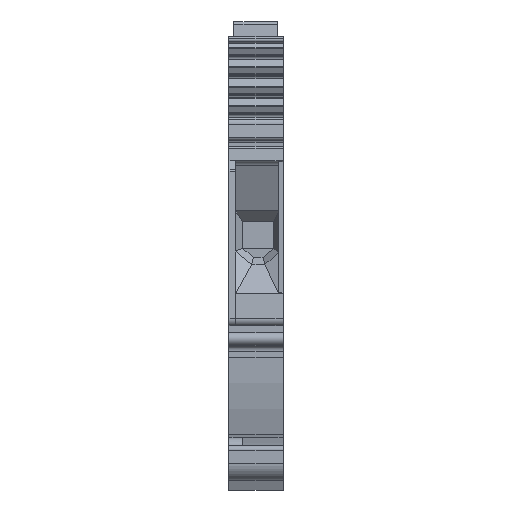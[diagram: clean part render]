
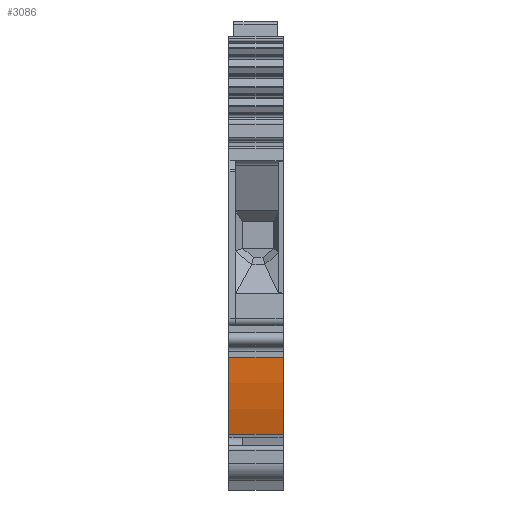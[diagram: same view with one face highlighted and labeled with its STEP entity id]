
A CAD part, front view. The second image highlights one B-rep face of the part: STEP entity #3086.
In plain terms, the highlighted cylindrical face has radius 30 mm (diameter 60 mm), a partial arc.
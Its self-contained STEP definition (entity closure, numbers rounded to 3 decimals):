
#1358=AXIS2_PLACEMENT_3D('Circle Axis2P3D',#1356,#1357,$) ;
#3066=AXIS2_PLACEMENT_3D('Cylinder Axis2P3D',#3063,#3064,#3065) ;
#3077=AXIS2_PLACEMENT_3D('Circle Axis2P3D',#3075,#3076,$) ;
#179=CARTESIAN_POINT('Vertex',(6.1,11.867,6.285)) ;
#182=CARTESIAN_POINT('Line Origine',(3.05,11.867,6.285)) ;
#186=CARTESIAN_POINT('Vertex',(0.,11.867,6.285)) ;
#1353=CARTESIAN_POINT('Vertex',(6.1,10.59,14.945)) ;
#1356=CARTESIAN_POINT('Axis2P3D Location',(6.1,40.59,14.945)) ;
#3063=CARTESIAN_POINT('Axis2P3D Location',(3.05,40.59,14.945)) ;
#3068=CARTESIAN_POINT('Line Origine',(3.05,10.59,14.945)) ;
#3072=CARTESIAN_POINT('Vertex',(0.,10.59,14.945)) ;
#3075=CARTESIAN_POINT('Axis2P3D Location',(0.,40.59,14.945)) ;
#183=DIRECTION('Vector Direction',(-1.,0.,0.)) ;
#1357=DIRECTION('Axis2P3D Direction',(-1.,0.,0.)) ;
#3064=DIRECTION('Axis2P3D Direction',(-1.,0.,0.)) ;
#3065=DIRECTION('Axis2P3D XDirection',(0.,-0.957,-0.289)) ;
#3069=DIRECTION('Vector Direction',(-1.,0.,0.)) ;
#3076=DIRECTION('Axis2P3D Direction',(-1.,0.,0.)) ;
#184=VECTOR('Line Direction',#183,1.) ;
#3070=VECTOR('Line Direction',#3069,1.) ;
#3081=ORIENTED_EDGE('',*,*,#1360,.T.) ;
#3082=ORIENTED_EDGE('',*,*,#3074,.F.) ;
#3083=ORIENTED_EDGE('',*,*,#3079,.F.) ;
#3084=ORIENTED_EDGE('',*,*,#188,.T.) ;
#3086=ADVANCED_FACE('Hauptk\X2\00F6\X0\rper',(#3085),#3067,.T.) ;
#1359=CIRCLE('generated circle',#1358,30.) ;
#3078=CIRCLE('generated circle',#3077,30.) ;
#3067=CYLINDRICAL_SURFACE('generated cylinder',#3066,30.) ;
#188=EDGE_CURVE('',#187,#180,#185,.F.) ;
#1360=EDGE_CURVE('',#180,#1354,#1359,.T.) ;
#3074=EDGE_CURVE('',#3073,#1354,#3071,.F.) ;
#3079=EDGE_CURVE('',#187,#3073,#3078,.T.) ;
#3080=EDGE_LOOP('',(#3081,#3082,#3083,#3084)) ;
#3085=FACE_OUTER_BOUND('',#3080,.T.) ;
#185=LINE('Line',#182,#184) ;
#3071=LINE('Line',#3068,#3070) ;
#180=VERTEX_POINT('',#179) ;
#187=VERTEX_POINT('',#186) ;
#1354=VERTEX_POINT('',#1353) ;
#3073=VERTEX_POINT('',#3072) ;
